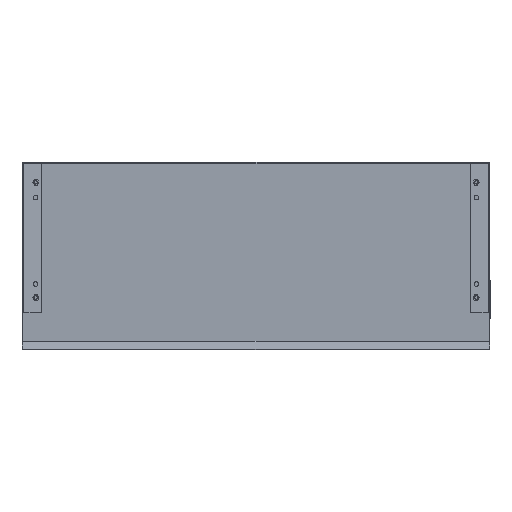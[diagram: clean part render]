
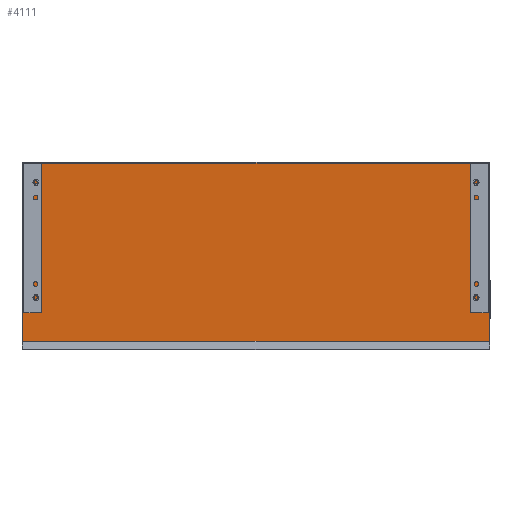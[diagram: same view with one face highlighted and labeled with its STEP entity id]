
A CAD part, left-side view. The second image highlights one B-rep face of the part: STEP entity #4111.
In plain terms, the highlighted face is planar.
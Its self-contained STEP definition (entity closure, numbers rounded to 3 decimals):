
#139 = EDGE_CURVE ( 'NONE', #4575, #4577, #2148, .T. ) ;
#140 = EDGE_CURVE ( 'NONE', #4577, #4574, #2151, .T. ) ;
#161 = EDGE_CURVE ( 'NONE', #4574, #4573, #1750, .T. ) ;
#221 = EDGE_CURVE ( 'NONE', #4573, #4575, #1365, .T. ) ;
#715 = AXIS2_PLACEMENT_3D ( 'NONE', #1626, #1641, #1643 ) ;
#775 = VECTOR ( 'NONE', #2158, 1000. ) ;
#920 = VECTOR ( 'NONE', #1367, 1000. ) ;
#990 = VECTOR ( 'NONE', #1546, 1000. ) ;
#1014 = VECTOR ( 'NONE', #1634, 1000. ) ;
#1365 = LINE ( 'NONE', #1366, #920 ) ;
#1366 = CARTESIAN_POINT ( 'NONE',  ( 404.5, -1.5, 154.5 ) ) ;
#1367 = DIRECTION ( 'NONE',  ( 0., 0., -1. ) ) ;
#1544 = CARTESIAN_POINT ( 'NONE',  ( -404.5, -1.5, 154.5 ) ) ;
#1546 = DIRECTION ( 'NONE',  ( 1., 0., 0. ) ) ;
#1626 = CARTESIAN_POINT ( 'NONE',  ( 404.5, -1.5, -154.5 ) ) ;
#1634 = DIRECTION ( 'NONE',  ( 0., 0., 1. ) ) ;
#1636 = FACE_OUTER_BOUND ( 'NONE', #2202, .T. ) ;
#1637 = PLANE ( 'NONE',  #715 ) ;
#1641 = DIRECTION ( 'NONE',  ( 0., -1., 0. ) ) ;
#1643 = DIRECTION ( 'NONE',  ( 0., 0., -1. ) ) ;
#1750 = LINE ( 'NONE', #1544, #990 ) ;
#2148 = LINE ( 'NONE', #2156, #775 ) ;
#2151 = LINE ( 'NONE', #2159, #1014 ) ;
#2156 = CARTESIAN_POINT ( 'NONE',  ( -404.5, -1.5, -154.5 ) ) ;
#2158 = DIRECTION ( 'NONE',  ( -1., 0., 0. ) ) ;
#2159 = CARTESIAN_POINT ( 'NONE',  ( -404.5, -1.5, 154.5 ) ) ;
#2202 = EDGE_LOOP ( 'NONE', ( #2868, #2867, #2866, #2864 ) ) ;
#2414 = CARTESIAN_POINT ( 'NONE',  ( 404.5, -1.5, 154.5 ) ) ;
#2415 = CARTESIAN_POINT ( 'NONE',  ( -404.5, -1.5, 154.5 ) ) ;
#2416 = CARTESIAN_POINT ( 'NONE',  ( 404.5, -1.5, -154.5 ) ) ;
#2418 = CARTESIAN_POINT ( 'NONE',  ( -404.5, -1.5, -154.5 ) ) ;
#2864 = ORIENTED_EDGE ( 'NONE', *, *, #139, .F. ) ;
#2866 = ORIENTED_EDGE ( 'NONE', *, *, #140, .F. ) ;
#2867 = ORIENTED_EDGE ( 'NONE', *, *, #161, .F. ) ;
#2868 = ORIENTED_EDGE ( 'NONE', *, *, #221, .F. ) ;
#4111 = ADVANCED_FACE ( 'NONE', ( #1636 ), #1637, .T. ) ;
#4573 = VERTEX_POINT ( 'NONE', #2414 ) ;
#4574 = VERTEX_POINT ( 'NONE', #2415 ) ;
#4575 = VERTEX_POINT ( 'NONE', #2416 ) ;
#4577 = VERTEX_POINT ( 'NONE', #2418 ) ;
